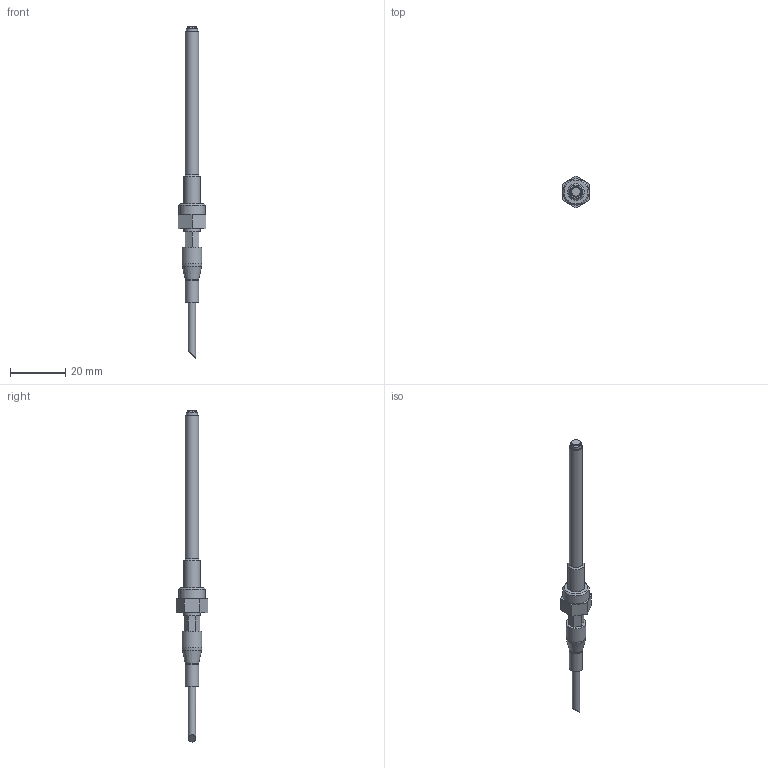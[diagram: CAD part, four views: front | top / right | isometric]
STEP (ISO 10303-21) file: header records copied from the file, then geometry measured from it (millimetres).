
FILE_DESCRIPTION(/* description */ ('STEP AP214'),/* implementation_level */ '2;1');
FILE_NAME(/* name */ '8072859_DADG-D-F8-40',/* time_stamp */ '2024-08-12T17:38:24+02:00',/* author */ ('License CC BY-ND 4.0'),/* organization */ ('CADENAS'),/* preprocessor_version */ 'ST-DEVELOPER v19.3',/* originating_system */ 'PARTsolutions',/* authorisation */ ' ');
FILE_SCHEMA (('AUTOMOTIVE_DESIGN {1 0 10303 214 3 1 1}'));
Length unit declared in the file: millimetre
Products named in the file (1): 8072859 DADG-D-F8-40---(high)
Bounding box: 10 x 11.55 x 120 mm (x, y, z)
Volume: 2780.8 mm3; surface area: 2110.7 mm2
Topology: 1 solids, 1 shells, 37 faces, 75 edges, 48 vertices
Faces by surface type: plane 22, cylinder 9, cone 4, torus 1, sphere 1
Full cylindrical faces by diameter (mm): 2.6 x1, 3.2 x1, 4 x1, 4.8 x2, 6 x2, 7.2 x1, 9.5 x1
Entity records: 900 total; most frequent: DIRECTION 156, CARTESIAN_POINT 142, ORIENTED_EDGE 116, EDGE_LOOP 60, FACE_BOUND 60, AXIS2_PLACEMENT_3D 60, EDGE_CURVE 58, VERTEX_POINT 46
